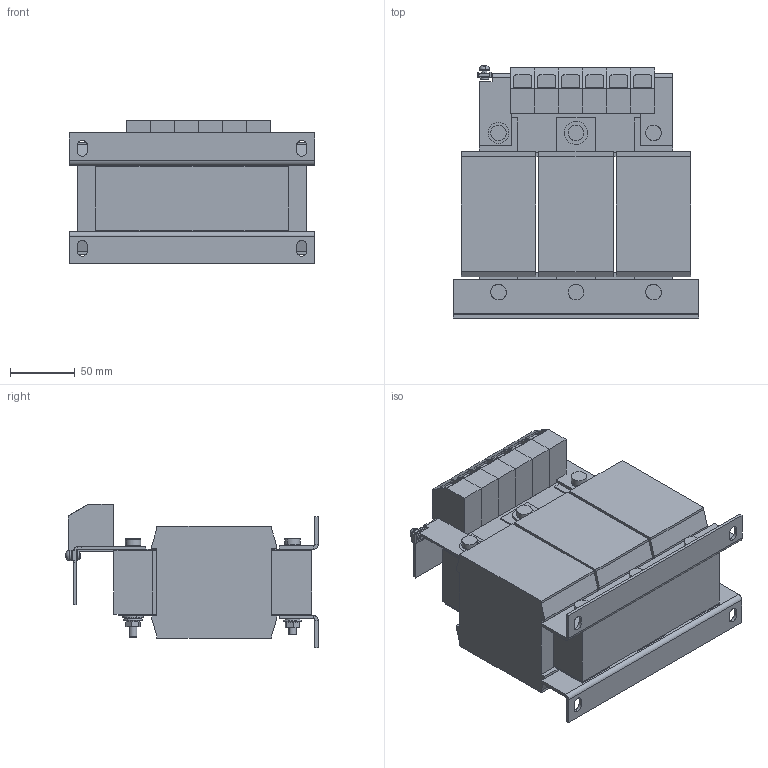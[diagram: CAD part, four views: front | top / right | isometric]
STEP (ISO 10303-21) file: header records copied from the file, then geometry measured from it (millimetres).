
FILE_DESCRIPTION (( 'STEP AP214' ), '1' );
FILE_NAME ('840579.STEP', '2024-01-22T13:13:49', ( '' ), ( '' ), 'SwSTEP 2.0', 'SolidWorks 2022', '' );
FILE_SCHEMA (( 'AUTOMOTIVE_DESIGN' ));
Length unit declared in the file: millimetre
Products named in the file (1): 840579
Bounding box: 190 x 195.4 x 111.38 mm (x, y, z)
Volume: 2063517.3 mm3; surface area: 216073.8 mm2
Topology: 1 solids, 1 shells, 555 faces, 1399 edges, 887 vertices
Faces by surface type: plane 407, cylinder 118, cone 16, torus 14
Entity records: 16597 total; most frequent: CARTESIAN_POINT 3156, ORIENTED_EDGE 2798, DIRECTION 2711, EDGE_CURVE 1399, LINE 1039, VECTOR 1039, VERTEX_POINT 887, AXIS2_PLACEMENT_3D 836
